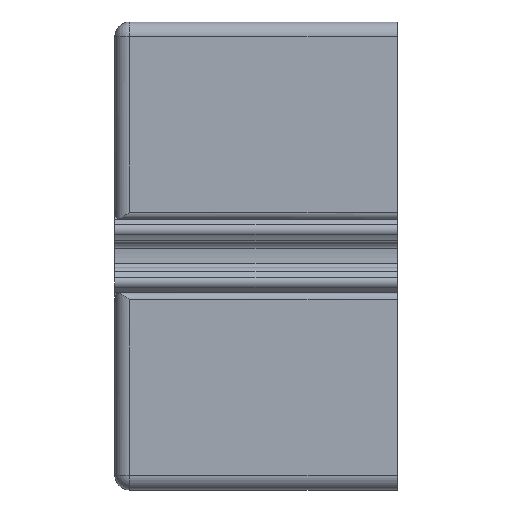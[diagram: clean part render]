
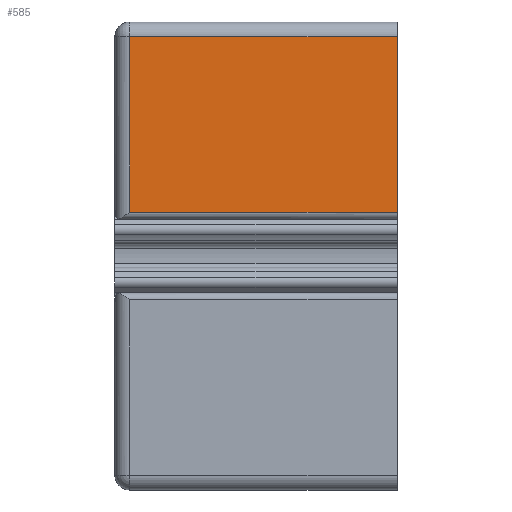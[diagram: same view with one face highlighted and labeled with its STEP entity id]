
A CAD part, left-side view. The second image highlights one B-rep face of the part: STEP entity #585.
In plain terms, the highlighted planar face has unit normal (-1, 0, 0).
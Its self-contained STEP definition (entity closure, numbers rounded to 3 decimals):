
#75 = CARTESIAN_POINT ( 'NONE',  ( -15.75, 18., 14.75 ) ) ;
#190 = EDGE_CURVE ( 'NONE', #2928, #4576, #2018, .T. ) ;
#253 = DIRECTION ( 'NONE',  ( 0., 0., -1. ) ) ;
#585 = ADVANCED_FACE ( 'NONE', ( #5211 ), #7644, .F. ) ;
#2018 = LINE ( 'NONE', #11607, #3601 ) ;
#2363 = CARTESIAN_POINT ( 'NONE',  ( -15.75, 18., 2.958 ) ) ;
#2574 = ORIENTED_EDGE ( 'NONE', *, *, #9592, .T. ) ;
#2579 = ORIENTED_EDGE ( 'NONE', *, *, #4437, .T. ) ;
#2928 = VERTEX_POINT ( 'NONE', #9141 ) ;
#3172 = LINE ( 'NONE', #12766, #12849 ) ;
#3601 = VECTOR ( 'NONE', #10077, 1000. ) ;
#3786 = DIRECTION ( 'NONE',  ( 0., 1., 0. ) ) ;
#4097 = ORIENTED_EDGE ( 'NONE', *, *, #6655, .T. ) ;
#4437 = EDGE_CURVE ( 'NONE', #4576, #7935, #6226, .T. ) ;
#4576 = VERTEX_POINT ( 'NONE', #11545 ) ;
#5053 = CARTESIAN_POINT ( 'NONE',  ( -15.75, 19., 14.75 ) ) ;
#5211 = FACE_OUTER_BOUND ( 'NONE', #8237, .T. ) ;
#5630 = LINE ( 'NONE', #12930, #11104 ) ;
#6226 = LINE ( 'NONE', #5053, #10411 ) ;
#6655 = EDGE_CURVE ( 'NONE', #14303, #2928, #5630, .T. ) ;
#7138 = AXIS2_PLACEMENT_3D ( 'NONE', #12512, #9980, #253 ) ;
#7644 = PLANE ( 'NONE',  #7138 ) ;
#7935 = VERTEX_POINT ( 'NONE', #75 ) ;
#8237 = EDGE_LOOP ( 'NONE', ( #2579, #2574, #4097, #11215 ) ) ;
#8919 = DIRECTION ( 'NONE',  ( 0., 0., -1. ) ) ;
#9141 = CARTESIAN_POINT ( 'NONE',  ( -15.75, 0., 2.958 ) ) ;
#9592 = EDGE_CURVE ( 'NONE', #7935, #14303, #3172, .T. ) ;
#9980 = DIRECTION ( 'NONE',  ( 1., 0., 0. ) ) ;
#10077 = DIRECTION ( 'NONE',  ( 0., 0., 1. ) ) ;
#10411 = VECTOR ( 'NONE', #3786, 1000. ) ;
#11104 = VECTOR ( 'NONE', #11590, 1000. ) ;
#11215 = ORIENTED_EDGE ( 'NONE', *, *, #190, .T. ) ;
#11545 = CARTESIAN_POINT ( 'NONE',  ( -15.75, 0., 14.75 ) ) ;
#11590 = DIRECTION ( 'NONE',  ( 0., -1., 0. ) ) ;
#11607 = CARTESIAN_POINT ( 'NONE',  ( -15.75, 0., -15.75 ) ) ;
#12512 = CARTESIAN_POINT ( 'NONE',  ( -15.75, 19., -15.75 ) ) ;
#12766 = CARTESIAN_POINT ( 'NONE',  ( -15.75, 18., 2.958 ) ) ;
#12849 = VECTOR ( 'NONE', #8919, 1000. ) ;
#12930 = CARTESIAN_POINT ( 'NONE',  ( -15.75, 19., 2.958 ) ) ;
#14303 = VERTEX_POINT ( 'NONE', #2363 ) ;
